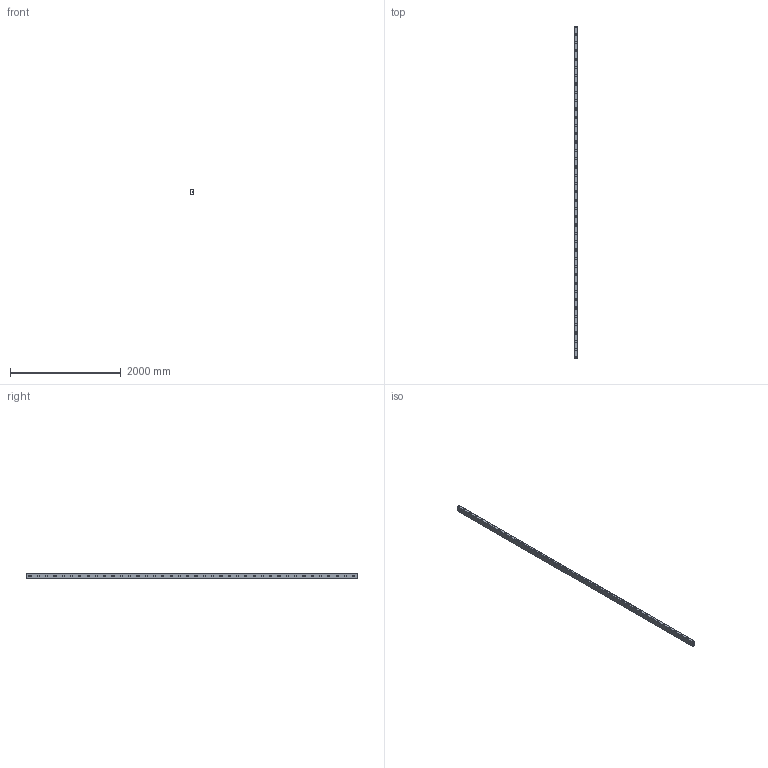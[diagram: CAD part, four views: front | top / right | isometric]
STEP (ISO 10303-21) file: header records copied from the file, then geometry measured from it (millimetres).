
FILE_DESCRIPTION((''),'2;1');
FILE_NAME('131624.stp','2010-07-23T09:25:37',('DMK009'),(''),'Autodesk Inventor 2010','Autodesk Inventor 2010','');
FILE_SCHEMA(('AUTOMOTIVE_DESIGN { 1 0 10303 214 1 1 1 1 }'));
Length unit declared in the file: millimetre
Products named in the file (1): MPT-Tragprofil Q50
Bounding box: 50 x 6000 x 100 mm (x, y, z)
Volume: 4902126.5 mm3; surface area: 3961214.3 mm2
Topology: 1 solids, 1 shells, 688 faces, 2064 edges, 1376 vertices
Faces by surface type: plane 266, cylinder 260, bspline 162
Entity records: 25090 total; most frequent: CARTESIAN_POINT 5735, ORIENTED_EDGE 4128, DIRECTION 3798, EDGE_CURVE 2064, VECTOR 1384, LINE 1384, VERTEX_POINT 1376, AXIS2_PLACEMENT_3D 1207
